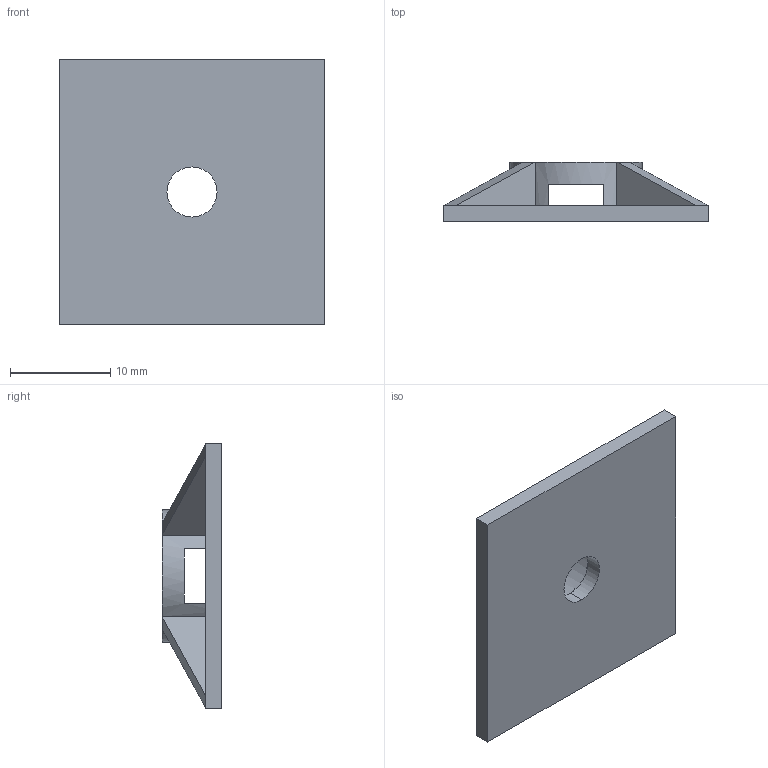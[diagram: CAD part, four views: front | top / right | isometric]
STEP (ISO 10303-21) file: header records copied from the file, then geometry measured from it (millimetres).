
FILE_DESCRIPTION (( 'STEP AP214' ), '1' );
FILE_NAME ('BAS.2.406.STEP', '2017-08-21T15:42:01', ( '' ), ( '' ), 'SwSTEP 2.0', 'SolidWorks 2017', '' );
FILE_SCHEMA (( 'AUTOMOTIVE_DESIGN' ));
Length unit declared in the file: millimetre
Products named in the file (1): BAS.2.406
Bounding box: 26.5 x 5.9 x 26.5 mm (x, y, z)
Volume: 1417.4 mm3; surface area: 2046.5 mm2
Topology: 1 solids, 1 shells, 40 faces, 123 edges, 82 vertices
Faces by surface type: plane 31, cylinder 9
Entity records: 1435 total; most frequent: CARTESIAN_POINT 246, ORIENTED_EDGE 246, DIRECTION 239, EDGE_CURVE 123, LINE 89, VECTOR 89, VERTEX_POINT 82, AXIS2_PLACEMENT_3D 75
